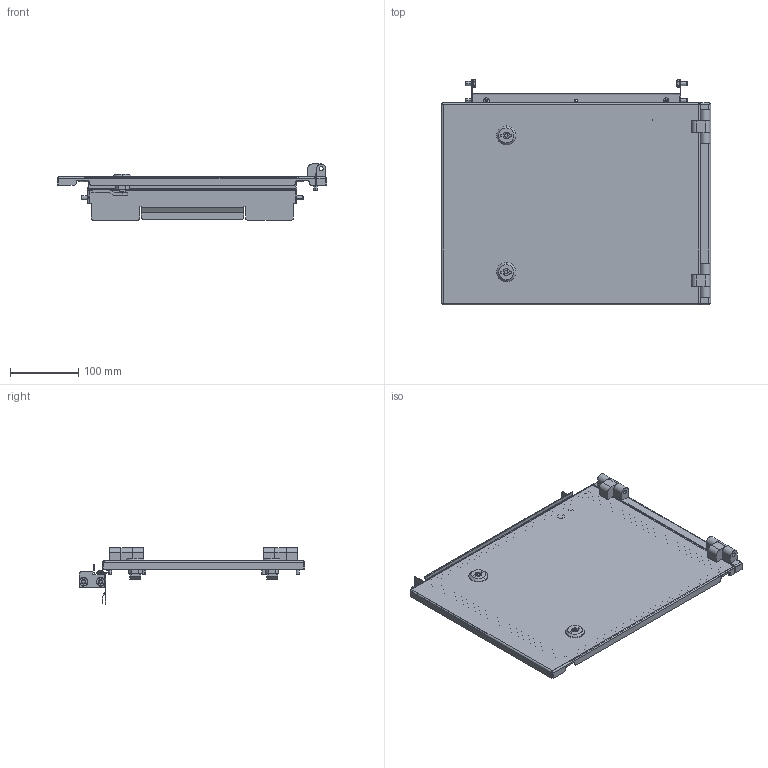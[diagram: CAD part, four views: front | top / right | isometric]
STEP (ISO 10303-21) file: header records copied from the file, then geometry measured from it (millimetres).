
FILE_DESCRIPTION (( 'STEP AP214' ), '1' );
FILE_NAME ('YKM40D-FO-DMS-030-040-54 FORMAT Äâåðü ìåòàëëè÷åñêàÿ ÷àñòè÷íàÿ 300õ400ìì IP54 IEK.STEP', '2022-05-30T08:38:59', ( '' ), ( '' ), 'SwSTEP 2.0', 'SolidWorks 2017', '' );
FILE_SCHEMA (( 'AUTOMOTIVE_DESIGN' ));
Length unit declared in the file: millimetre
Products named in the file (1): YKM40D-FO-DMS-030-040-54 FORMAT Äâåðü ìåòàëëè÷åñêàÿ ÷àñòè÷íàÿ 300õ400ìì IP54 IEK
Bounding box: 394 x 330.5 x 82.1 mm (x, y, z)
Volume: 345881 mm3; surface area: 415363.5 mm2
Topology: 33 solids, 33 shells, 1153 faces, 2915 edges, 1850 vertices
Faces by surface type: plane 568, cylinder 387, cone 118, bspline 60, sphere 16, torus 4
Entity records: 50032 total; most frequent: CARTESIAN_POINT 9249, ORIENTED_EDGE 5798, DIRECTION 5795, EDGE_CURVE 2899, AXIS2_PLACEMENT_3D 2166, VERTEX_POINT 1850, VECTOR 1463, LINE 1463
